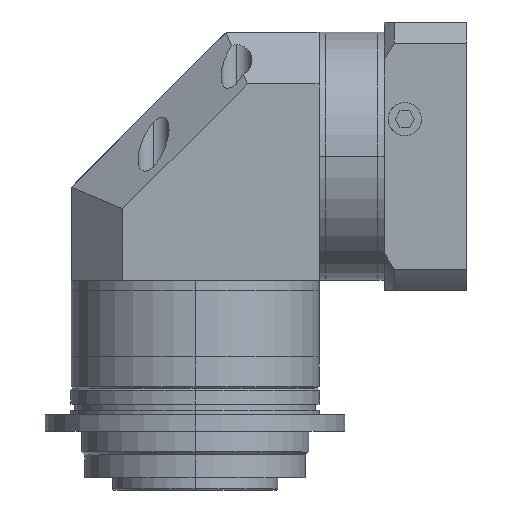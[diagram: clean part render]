
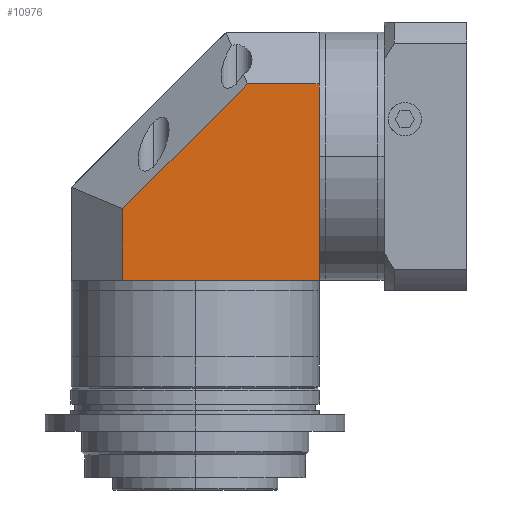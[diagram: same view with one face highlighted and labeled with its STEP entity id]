
A CAD part, left-side view. The second image highlights one B-rep face of the part: STEP entity #10976.
In plain terms, the highlighted planar face has unit normal (-1, 0, 0).
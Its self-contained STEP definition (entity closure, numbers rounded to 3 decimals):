
#93 = DIRECTION ( 'NONE',  ( 0., 0., 1. ) ) ;
#207 = ORIENTED_EDGE ( 'NONE', *, *, #6138, .T. ) ;
#273 = LINE ( 'NONE', #4534, #4730 ) ;
#887 = ORIENTED_EDGE ( 'NONE', *, *, #4792, .T. ) ;
#1185 = CARTESIAN_POINT ( 'NONE',  ( -60., 60., 35. ) ) ;
#1293 = ORIENTED_EDGE ( 'NONE', *, *, #2474, .T. ) ;
#1367 = ORIENTED_EDGE ( 'NONE', *, *, #9234, .T. ) ;
#1596 = VERTEX_POINT ( 'NONE', #8924 ) ;
#1641 = CARTESIAN_POINT ( 'NONE',  ( -60., 60., -60. ) ) ;
#1979 = LINE ( 'NONE', #6762, #4066 ) ;
#2026 = ORIENTED_EDGE ( 'NONE', *, *, #5637, .T. ) ;
#2261 = DIRECTION ( 'NONE',  ( 0., 0., -1. ) ) ;
#2367 = VECTOR ( 'NONE', #10956, 1000. ) ;
#2474 = EDGE_CURVE ( 'NONE', #7775, #1596, #273, .T. ) ;
#2519 = DIRECTION ( 'NONE',  ( -1., 0., 0. ) ) ;
#2543 = DIRECTION ( 'NONE',  ( 0., -1., 0. ) ) ;
#3330 = LINE ( 'NONE', #6096, #5707 ) ;
#3568 = AXIS2_PLACEMENT_3D ( 'NONE', #1641, #2519, #8866 ) ;
#3653 = LINE ( 'NONE', #8009, #10349 ) ;
#3842 = VERTEX_POINT ( 'NONE', #6390 ) ;
#4066 = VECTOR ( 'NONE', #2261, 1000. ) ;
#4274 = EDGE_LOOP ( 'NONE', ( #2026, #887, #207, #1367, #1293, #7911 ) ) ;
#4292 = DIRECTION ( 'NONE',  ( 0., 0., 1. ) ) ;
#4534 = CARTESIAN_POINT ( 'NONE',  ( -60., -60., -60. ) ) ;
#4730 = VECTOR ( 'NONE', #93, 1000. ) ;
#4792 = EDGE_CURVE ( 'NONE', #7493, #6212, #1979, .T. ) ;
#4955 = VERTEX_POINT ( 'NONE', #6064 ) ;
#5180 = EDGE_CURVE ( 'NONE', #1596, #4955, #6174, .T. ) ;
#5637 = EDGE_CURVE ( 'NONE', #4955, #7493, #7181, .T. ) ;
#5707 = VECTOR ( 'NONE', #4292, 1000. ) ;
#5783 = CARTESIAN_POINT ( 'NONE',  ( -60., -60., 0. ) ) ;
#6064 = CARTESIAN_POINT ( 'NONE',  ( -60., -25.355, 35. ) ) ;
#6096 = CARTESIAN_POINT ( 'NONE',  ( -60., -60., -60. ) ) ;
#6138 = EDGE_CURVE ( 'NONE', #6212, #3842, #3653, .T. ) ;
#6174 = LINE ( 'NONE', #1185, #8326 ) ;
#6212 = VERTEX_POINT ( 'NONE', #8134 ) ;
#6289 = CARTESIAN_POINT ( 'NONE',  ( -60., 64.822, -55.178 ) ) ;
#6390 = CARTESIAN_POINT ( 'NONE',  ( -60., -60., -60. ) ) ;
#6606 = FACE_OUTER_BOUND ( 'NONE', #4274, .T. ) ;
#6762 = CARTESIAN_POINT ( 'NONE',  ( -60., 35., -60. ) ) ;
#7023 = PLANE ( 'NONE',  #3568 ) ;
#7181 = LINE ( 'NONE', #6289, #2367 ) ;
#7493 = VERTEX_POINT ( 'NONE', #9583 ) ;
#7775 = VERTEX_POINT ( 'NONE', #5783 ) ;
#7911 = ORIENTED_EDGE ( 'NONE', *, *, #5180, .T. ) ;
#8009 = CARTESIAN_POINT ( 'NONE',  ( -60., 60., -60. ) ) ;
#8134 = CARTESIAN_POINT ( 'NONE',  ( -60., 35., -60. ) ) ;
#8326 = VECTOR ( 'NONE', #8396, 1000. ) ;
#8396 = DIRECTION ( 'NONE',  ( 0., 1., 0. ) ) ;
#8866 = DIRECTION ( 'NONE',  ( 0., -1., 0. ) ) ;
#8924 = CARTESIAN_POINT ( 'NONE',  ( -60., -60., 35. ) ) ;
#9234 = EDGE_CURVE ( 'NONE', #3842, #7775, #3330, .T. ) ;
#9583 = CARTESIAN_POINT ( 'NONE',  ( -60., 35., -25.355 ) ) ;
#10349 = VECTOR ( 'NONE', #2543, 1000. ) ;
#10956 = DIRECTION ( 'NONE',  ( 0., 0.707, -0.707 ) ) ;
#10976 = ADVANCED_FACE ( 'NONE', ( #6606 ), #7023, .T. ) ;
